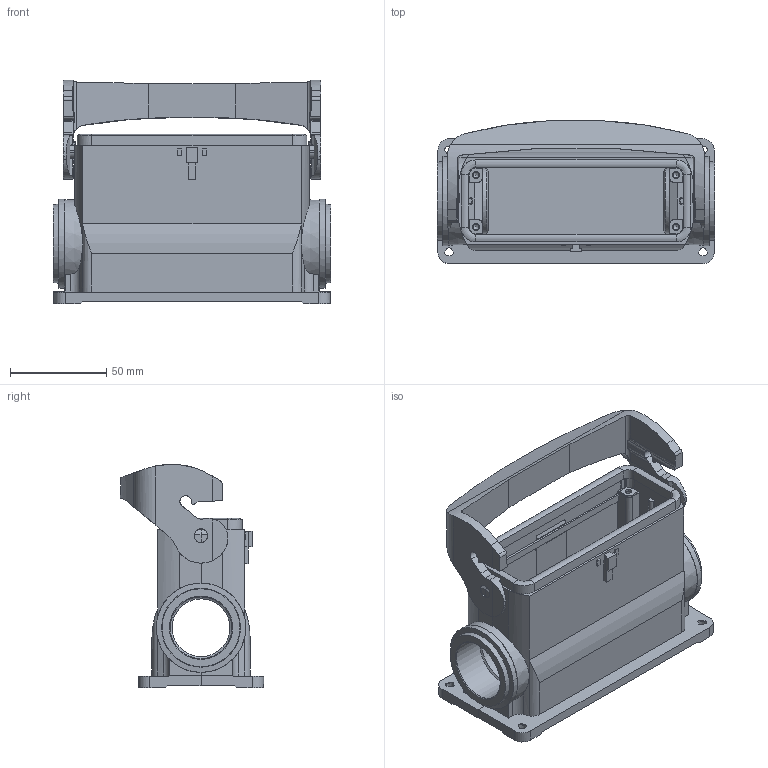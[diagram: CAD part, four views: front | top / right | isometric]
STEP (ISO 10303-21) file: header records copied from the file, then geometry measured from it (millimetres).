
FILE_DESCRIPTION(/* description */ (''),/* implementation_level */ '2;1');
FILE_NAME(/* name */ '100767331ugm000_b.stp',/* time_stamp */ '2022-03-12T07:10:09+01:00',/* author */ (''),/* organization */ (''),/* preprocessor_version */ 'ST-DEVELOPER v16.7',/* originating_system */ 'SIEMENS PLM Software NX 1911',/* authorisation */ '');
FILE_SCHEMA (('AUTOMOTIVE_DESIGN { 1 0 10303 214 3 1 1 1 }'));
Length unit declared in the file: millimetre
Products named in the file (1): 100767331ugm000_b
Bounding box: 144.3 x 74.4 x 116.04 mm (x, y, z)
Volume: 254218.6 mm3; surface area: 94437.1 mm2
Topology: 2 solids, 2 shells, 584 faces, 1796 edges, 1410 vertices
Faces by surface type: plane 373, cylinder 148, cone 44, bspline 12, torus 4, extrusion 3
Full cylindrical faces by diameter (mm): 1.594 x1, 1.884 x1, 3 x4, 3.4 x4, 3.5 x4, 7.2 x2, 30 x2, 32 x2, 46.4 x2
Entity records: 24767 total; most frequent: CARTESIAN_POINT 4456, DIRECTION 3158, ORIENTED_EDGE 3124, EDGE_CURVE 1562, VECTOR 1178, LINE 1175, VERTEX_POINT 1056, AXIS2_PLACEMENT_3D 990
